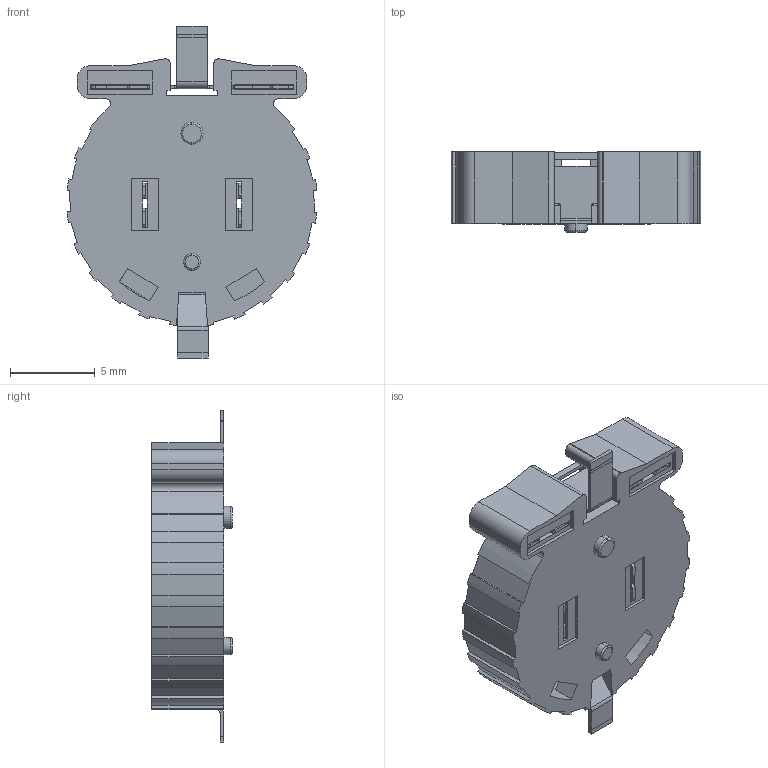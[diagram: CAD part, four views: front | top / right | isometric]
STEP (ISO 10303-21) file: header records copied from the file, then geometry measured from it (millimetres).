
FILE_DESCRIPTION (( 'STEP AP214' ), '1' );
FILE_NAME ('Battery Holder- CR1220-SMD.STEP', '2014-08-25T02:27:55', ( '' ), ( '' ), 'SwSTEP 2.0', 'SolidWorks 2013', '' );
FILE_SCHEMA (( 'AUTOMOTIVE_DESIGN' ));
Length unit declared in the file: millimetre
Products named in the file (1): Battery Holder- CR1220-SMD
Bounding box: 14.75 x 4.75 x 19.6 mm (x, y, z)
Surface area: 1063.8 mm2 (no closed solid volume)
Topology: 0 solids, 5 shells, 326 faces, 957 edges, 641 vertices
Faces by surface type: plane 243, cylinder 79, torus 4
Entity records: 13030 total; most frequent: CARTESIAN_POINT 1931, ORIENTED_EDGE 1867, DIRECTION 1794, EDGE_CURVE 957, VECTOR 770, LINE 770, VERTEX_POINT 641, AXIS2_PLACEMENT_3D 512
